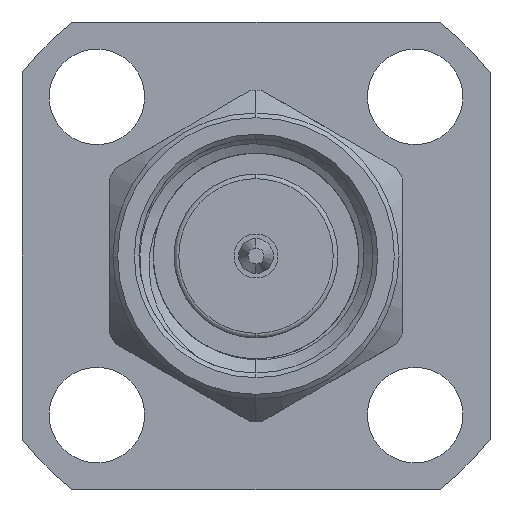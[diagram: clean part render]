
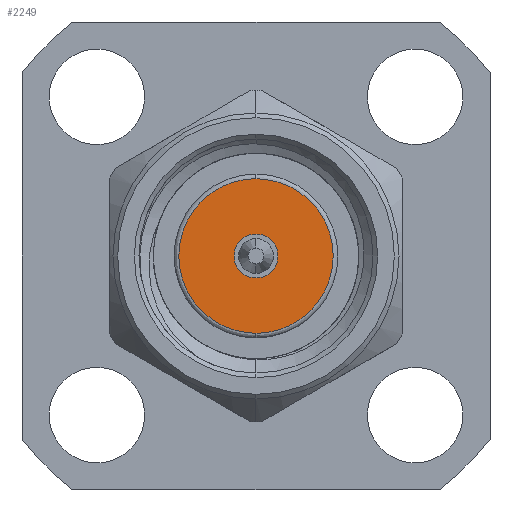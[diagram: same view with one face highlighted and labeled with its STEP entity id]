
A CAD part, left-side view. The second image highlights one B-rep face of the part: STEP entity #2249.
In plain terms, the highlighted planar face has unit normal (-1, 0, 0).
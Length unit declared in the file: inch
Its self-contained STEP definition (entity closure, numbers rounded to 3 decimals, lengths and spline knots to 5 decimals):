
#118 = EDGE_CURVE ( 'NONE', #4390, #4147, #2451, .T. ) ;
#136 = CARTESIAN_POINT ( 'NONE',  ( 0.11, 0.165, -0.0825 ) ) ;
#195 = ORIENTED_EDGE ( 'NONE', *, *, #1615, .F. ) ;
#254 = AXIS2_PLACEMENT_3D ( 'NONE', #4463, #1048, #793 ) ;
#370 = CARTESIAN_POINT ( 'NONE',  ( 0.11, 0., -0.0235 ) ) ;
#448 = AXIS2_PLACEMENT_3D ( 'NONE', #3820, #3072, #1532 ) ;
#465 = VERTEX_POINT ( 'NONE', #3387 ) ;
#483 = EDGE_LOOP ( 'NONE', ( #1109, #4021 ) ) ;
#793 = DIRECTION ( 'NONE',  ( 0., 0., -1. ) ) ;
#809 =( BOUNDED_CURVE ( )  B_SPLINE_CURVE ( 3, ( #1303, #136, #1251, #2016 ),
 .UNSPECIFIED., .F., .T. ) 
 B_SPLINE_CURVE_WITH_KNOTS ( ( 4, 4 ),
 ( 0., 1. ),
 .UNSPECIFIED. ) 
 CURVE ( )  GEOMETRIC_REPRESENTATION_ITEM ( )  RATIONAL_B_SPLINE_CURVE ( ( 1., 0.333, 0.333, 1. ) ) 
 REPRESENTATION_ITEM ( '' )  );
#1048 = DIRECTION ( 'NONE',  ( -1., 0., 0. ) ) ;
#1109 = ORIENTED_EDGE ( 'NONE', *, *, #118, .F. ) ;
#1115 = CARTESIAN_POINT ( 'NONE',  ( 0.11, 0., 0. ) ) ;
#1159 = FACE_OUTER_BOUND ( 'NONE', #2633, .T. ) ;
#1227 = CARTESIAN_POINT ( 'NONE',  ( 0.11, 0., -0.0825 ) ) ;
#1251 = CARTESIAN_POINT ( 'NONE',  ( 0.11, 0.165, 0.0825 ) ) ;
#1303 = CARTESIAN_POINT ( 'NONE',  ( 0.11, 0., -0.0825 ) ) ;
#1318 = EDGE_CURVE ( 'NONE', #4147, #4390, #1371, .T. ) ;
#1371 = CIRCLE ( 'NONE', #2700, 0.0235 ) ;
#1524 = DIRECTION ( 'NONE',  ( -1., 0., 0. ) ) ;
#1526 = CARTESIAN_POINT ( 'NONE',  ( 0.11, -0.165, 0.0825 ) ) ;
#1532 = DIRECTION ( 'NONE',  ( 0., 0., -1. ) ) ;
#1615 = EDGE_CURVE ( 'NONE', #3955, #465, #809, .T. ) ;
#1824 = FACE_BOUND ( 'NONE', #483, .T. ) ;
#2016 = CARTESIAN_POINT ( 'NONE',  ( 0.11, 0., 0.0825 ) ) ;
#2249 = ADVANCED_FACE ( 'NONE', ( #1824, #1159 ), #3052, .F. ) ;
#2294 = DIRECTION ( 'NONE',  ( 0., 0., -1. ) ) ;
#2296 = CARTESIAN_POINT ( 'NONE',  ( 0.11, 0., -0.0825 ) ) ;
#2451 = CIRCLE ( 'NONE', #254, 0.0235 ) ;
#2633 = EDGE_LOOP ( 'NONE', ( #195, #4696 ) ) ;
#2700 = AXIS2_PLACEMENT_3D ( 'NONE', #1115, #1524, #2294 ) ;
#3011 = CARTESIAN_POINT ( 'NONE',  ( 0.11, 0., 0.0235 ) ) ;
#3052 = PLANE ( 'NONE',  #448 ) ;
#3072 = DIRECTION ( 'NONE',  ( 1., 0., 0. ) ) ;
#3387 = CARTESIAN_POINT ( 'NONE',  ( 0.11, 0., 0.0825 ) ) ;
#3591 = EDGE_CURVE ( 'NONE', #465, #3955, #4724, .T. ) ;
#3756 = CARTESIAN_POINT ( 'NONE',  ( 0.11, 0., 0.0825 ) ) ;
#3820 = CARTESIAN_POINT ( 'NONE',  ( 0.11, 0., 0. ) ) ;
#3955 = VERTEX_POINT ( 'NONE', #1227 ) ;
#4021 = ORIENTED_EDGE ( 'NONE', *, *, #1318, .F. ) ;
#4147 = VERTEX_POINT ( 'NONE', #3011 ) ;
#4193 = CARTESIAN_POINT ( 'NONE',  ( 0.11, -0.165, -0.0825 ) ) ;
#4390 = VERTEX_POINT ( 'NONE', #370 ) ;
#4463 = CARTESIAN_POINT ( 'NONE',  ( 0.11, 0., 0. ) ) ;
#4696 = ORIENTED_EDGE ( 'NONE', *, *, #3591, .F. ) ;
#4724 =( BOUNDED_CURVE ( )  B_SPLINE_CURVE ( 3, ( #3756, #1526, #4193, #2296 ),
 .UNSPECIFIED., .F., .T. ) 
 B_SPLINE_CURVE_WITH_KNOTS ( ( 4, 4 ),
 ( 0., 1. ),
 .UNSPECIFIED. ) 
 CURVE ( )  GEOMETRIC_REPRESENTATION_ITEM ( )  RATIONAL_B_SPLINE_CURVE ( ( 1., 0.333, 0.333, 1. ) ) 
 REPRESENTATION_ITEM ( '' )  );
